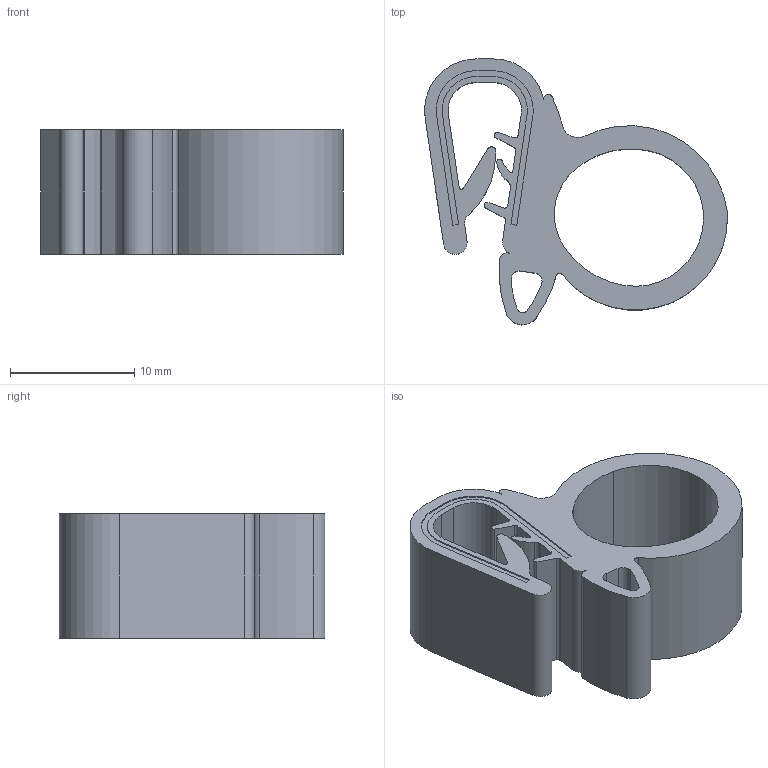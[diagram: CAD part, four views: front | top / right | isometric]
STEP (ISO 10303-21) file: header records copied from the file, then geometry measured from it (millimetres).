
FILE_DESCRIPTION (( 'STEP AP214' ), '1' );
FILE_NAME ('426015-02_Industrilas.step', '2025-09-02T11:43:47', ( '' ), ( '' ), 'SwSTEP 2.0', 'SolidWorks 2010', '' );
FILE_SCHEMA (( 'AUTOMOTIVE_DESIGN' ));
Length unit declared in the file: millimetre
Products named in the file (1): 426015-02_Industrilas
Bounding box: 24.4 x 21.41 x 10 mm (x, y, z)
Volume: 1798.3 mm3; surface area: 2123.1 mm2
Topology: 1 solids, 1 shells, 96 faces, 276 edges, 184 vertices
Faces by surface type: cylinder 61, plane 35
Entity records: 4300 total; most frequent: DIRECTION 592, CARTESIAN_POINT 557, ORIENTED_EDGE 552, EDGE_CURVE 276, AXIS2_PLACEMENT_3D 219, VERTEX_POINT 184, LINE 154, VECTOR 154
